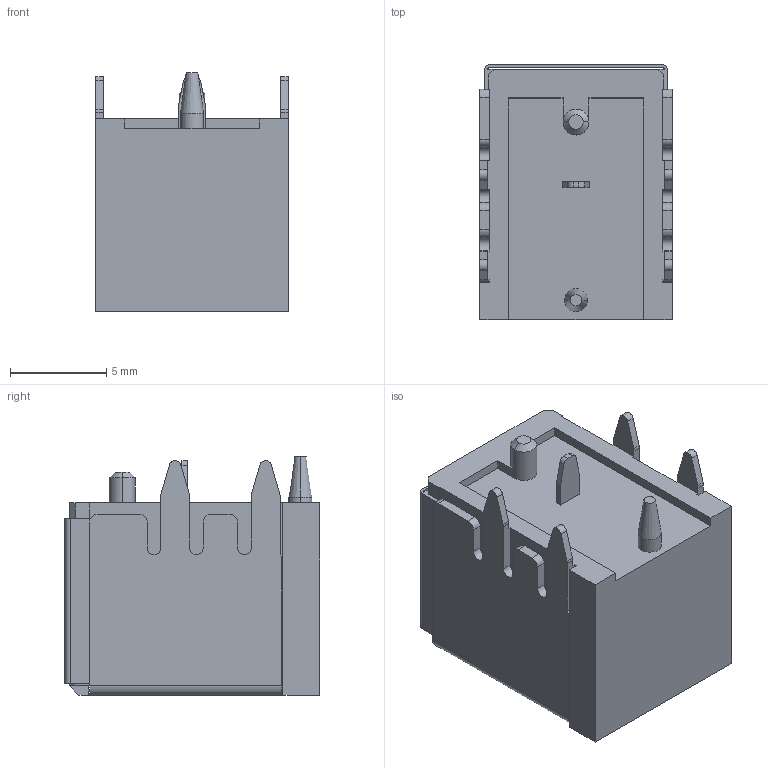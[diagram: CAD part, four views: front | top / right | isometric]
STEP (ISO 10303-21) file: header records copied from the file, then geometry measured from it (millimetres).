
FILE_DESCRIPTION((''),'2;1');
FILE_NAME('DC045-A-F01A1BY-250-AFTER','2019-03-19T',('Administrator'),(''),'PRO/ENGINEER BY PARAMETRIC TECHNOLOGY CORPORATION, 2012090','PRO/ENGINEER BY PARAMETRIC TECHNOLOGY CORPORATION, 2012090','');
FILE_SCHEMA(('CONFIG_CONTROL_DESIGN'));
Length unit declared in the file: millimetre
Products named in the file (1): DC045-A-F01A1BY-250-AFTER
Bounding box: 10 x 13.25 x 12.4 mm (x, y, z)
Volume: 1059.9 mm3; surface area: 1127.4 mm2
Topology: 1 solids, 1 shells, 140 faces, 399 edges, 261 vertices
Faces by surface type: plane 90, cylinder 44, cone 4, sphere 2
Entity records: 4573 total; most frequent: CARTESIAN_POINT 798, ORIENTED_EDGE 794, DIRECTION 771, EDGE_CURVE 397, VECTOR 303, LINE 303, VERTEX_POINT 261, AXIS2_PLACEMENT_3D 234
